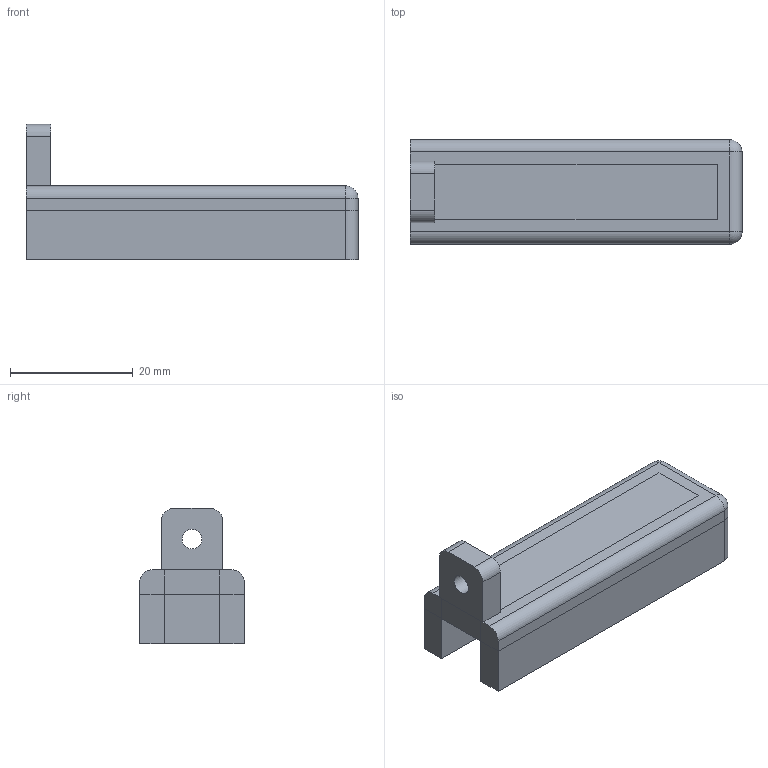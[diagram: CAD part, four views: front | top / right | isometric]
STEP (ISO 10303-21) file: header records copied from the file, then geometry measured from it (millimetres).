
FILE_DESCRIPTION(('FreeCAD Model'),'2;1');
FILE_NAME('drzak_baterie_spodni.step', '2021-03-15T16:00:50',('Author'),(''), 'Open CASCADE STEP processor 7.3','FreeCAD','Unknown');
FILE_SCHEMA(('AUTOMOTIVE_DESIGN { 1 0 10303 214 1 1 1 1 }'));
Length unit declared in the file: millimetre
Products named in the file (1): Fillet
Bounding box: 54 x 17 x 22 mm (x, y, z)
Volume: 7651.7 mm3; surface area: 4501.4 mm2
Topology: 1 solids, 1 shells, 35 faces, 85 edges, 50 vertices
Faces by surface type: plane 23, cylinder 10, sphere 2
Full cylindrical faces by diameter (mm): 3.2 x1
Entity records: 2088 total; most frequent: CARTESIAN_POINT 383, DIRECTION 316, LINE 203, VECTOR 203, ORIENTED_EDGE 166, PCURVE 166, DEFINITIONAL_REPRESENTATION 166, EDGE_CURVE 83
